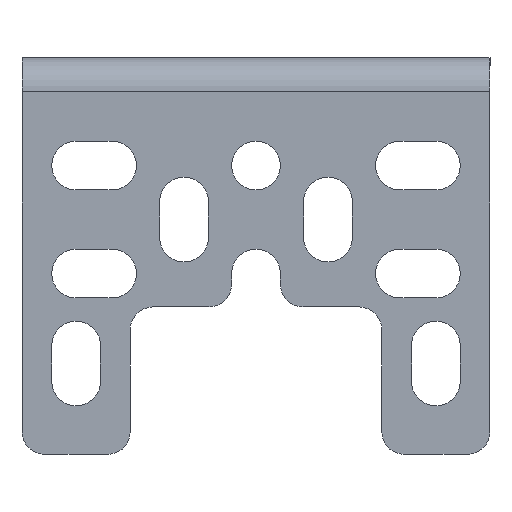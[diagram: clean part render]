
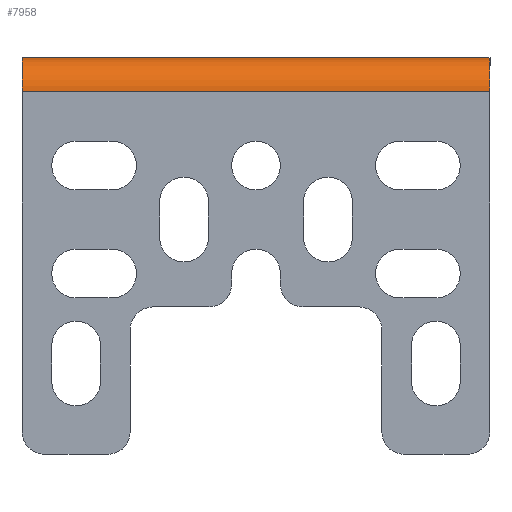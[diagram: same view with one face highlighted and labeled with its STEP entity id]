
A CAD part, front view. The second image highlights one B-rep face of the part: STEP entity #7958.
In plain terms, the highlighted cylindrical face has radius 3 mm (diameter 6 mm), a partial arc.
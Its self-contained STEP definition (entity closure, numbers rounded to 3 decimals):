
#99 = CIRCLE ( 'NONE', #13628, 3. ) ;
#245 = EDGE_CURVE ( 'NONE', #9501, #10208, #99, .T. ) ;
#1737 = DIRECTION ( 'NONE',  ( -1., 0., 0. ) ) ;
#2384 = EDGE_LOOP ( 'NONE', ( #4998, #9469, #6536, #9261 ) ) ;
#2570 = VECTOR ( 'NONE', #12232, 1000. ) ;
#2588 = CARTESIAN_POINT ( 'NONE',  ( 35.15, 0., 38.15 ) ) ;
#2784 = CARTESIAN_POINT ( 'NONE',  ( 35.15, -3., 35.15 ) ) ;
#2973 = DIRECTION ( 'NONE',  ( 0., 0., 1. ) ) ;
#3175 = EDGE_CURVE ( 'NONE', #11359, #9501, #6381, .T. ) ;
#3599 = DIRECTION ( 'NONE',  ( 0., 0., 1. ) ) ;
#3616 = DIRECTION ( 'NONE',  ( 1., 0., 0. ) ) ;
#3624 = CIRCLE ( 'NONE', #11568, 3. ) ;
#3987 = CARTESIAN_POINT ( 'NONE',  ( 35.15, 0., 38.15 ) ) ;
#4998 = ORIENTED_EDGE ( 'NONE', *, *, #245, .F. ) ;
#4999 = LINE ( 'NONE', #2784, #2570 ) ;
#5285 = DIRECTION ( 'NONE',  ( 0., 0., 1. ) ) ;
#5621 = FACE_OUTER_BOUND ( 'NONE', #2384, .T. ) ;
#6074 = EDGE_CURVE ( 'NONE', #10208, #12569, #4999, .T. ) ;
#6088 = AXIS2_PLACEMENT_3D ( 'NONE', #10309, #9646, #3599 ) ;
#6190 = CARTESIAN_POINT ( 'NONE',  ( 35.15, -3., 35.15 ) ) ;
#6219 = VECTOR ( 'NONE', #11103, 1000. ) ;
#6381 = LINE ( 'NONE', #2588, #6219 ) ;
#6536 = ORIENTED_EDGE ( 'NONE', *, *, #13771, .F. ) ;
#7958 = ADVANCED_FACE ( 'NONE', ( #5621 ), #12400, .T. ) ;
#9261 = ORIENTED_EDGE ( 'NONE', *, *, #6074, .F. ) ;
#9387 = CARTESIAN_POINT ( 'NONE',  ( -6.15, -3., 35.15 ) ) ;
#9469 = ORIENTED_EDGE ( 'NONE', *, *, #3175, .F. ) ;
#9501 = VERTEX_POINT ( 'NONE', #3987 ) ;
#9646 = DIRECTION ( 'NONE',  ( -1., 0., 0. ) ) ;
#9661 = CARTESIAN_POINT ( 'NONE',  ( 35.15, 0., 35.15 ) ) ;
#10208 = VERTEX_POINT ( 'NONE', #6190 ) ;
#10217 = CARTESIAN_POINT ( 'NONE',  ( -6.15, 0., 35.15 ) ) ;
#10309 = CARTESIAN_POINT ( 'NONE',  ( 35.15, 0., 35.15 ) ) ;
#11103 = DIRECTION ( 'NONE',  ( 1., 0., 0. ) ) ;
#11359 = VERTEX_POINT ( 'NONE', #12965 ) ;
#11568 = AXIS2_PLACEMENT_3D ( 'NONE', #10217, #1737, #5285 ) ;
#12232 = DIRECTION ( 'NONE',  ( -1., 0., 0. ) ) ;
#12400 = CYLINDRICAL_SURFACE ( 'NONE', #6088, 3. ) ;
#12569 = VERTEX_POINT ( 'NONE', #9387 ) ;
#12965 = CARTESIAN_POINT ( 'NONE',  ( -6.15, 0., 38.15 ) ) ;
#13628 = AXIS2_PLACEMENT_3D ( 'NONE', #9661, #3616, #2973 ) ;
#13771 = EDGE_CURVE ( 'NONE', #12569, #11359, #3624, .T. ) ;
